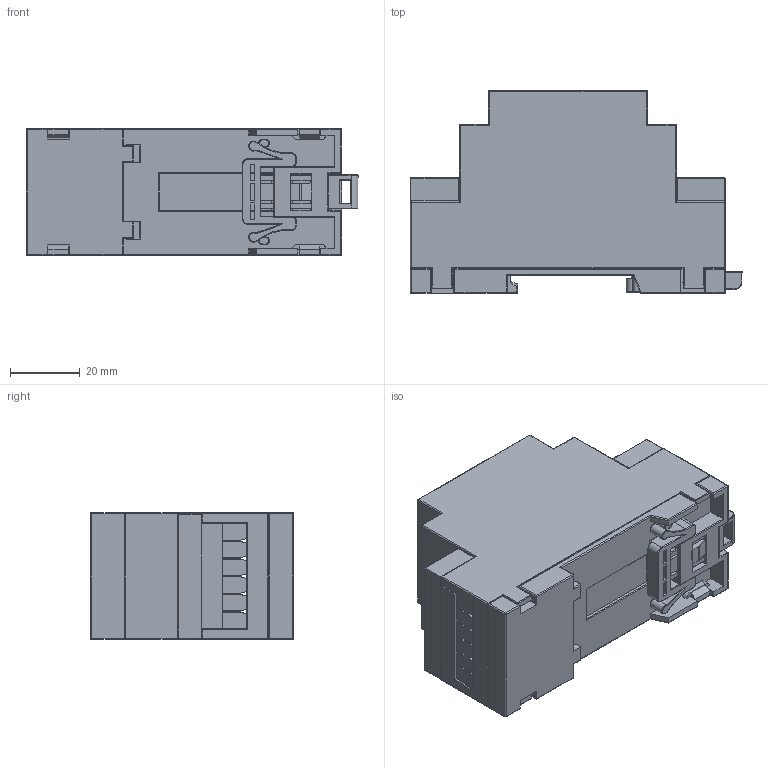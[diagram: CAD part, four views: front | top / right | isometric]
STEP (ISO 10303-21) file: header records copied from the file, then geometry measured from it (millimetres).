
FILE_DESCRIPTION(/* description */ (''),/* implementation_level */ '2;1');
FILE_NAME(/* name */ 'D2MG.stp',/* time_stamp */ '2020-06-11T01:28:46+05:00',/* author */ ('vladv'),/* organization */ (''),/* preprocessor_version */ 'ST-DEVELOPER v15.6',/* originating_system */ 'Autodesk Inventor 2015',/* authorisation */ '');
FILE_SCHEMA (('AUTOMOTIVE_DESIGN { 1 0 10303 214 3 1 1 }'));
Length unit declared in the file: millimetre
Products named in the file (6): D2MG заглушка 1; D2MG корпус; D2MG крепёж; D2MG крышка; D2MG основание; Сборка ТР-330
Assembly tree (6 placements, depth 2):
  Сборка ТР-330
    D2MG заглушка 1  x2
    D2MG корпус
    D2MG крепёж
    D2MG крышка
    D2MG основание
Bounding box: 94.97 x 58 x 36.3 mm (x, y, z)
Volume: 37909.4 mm3; surface area: 46138.1 mm2
Topology: 6 solids, 6 shells, 974 faces, 2654 edges, 1646 vertices
Faces by surface type: plane 537, cylinder 338, bspline 41, sphere 36, torus 22
Full cylindrical faces by diameter (mm): 2 x4, 4.2 x12
Entity records: 26558 total; most frequent: CARTESIAN_POINT 5727, ORIENTED_EDGE 4354, DIRECTION 4318, EDGE_CURVE 2175, LINE 1548, VECTOR 1548, AXIS2_PLACEMENT_3D 1385, VERTEX_POINT 1348
